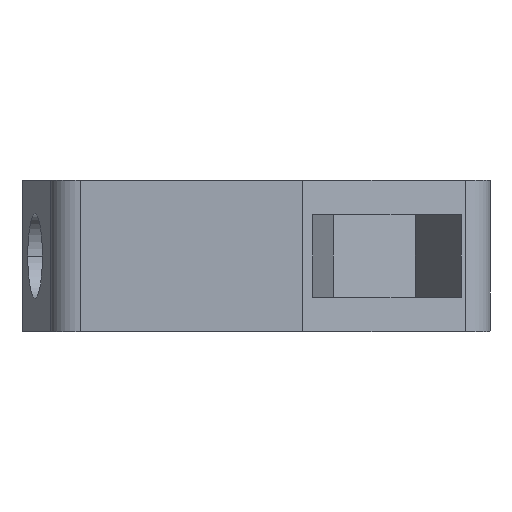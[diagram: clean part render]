
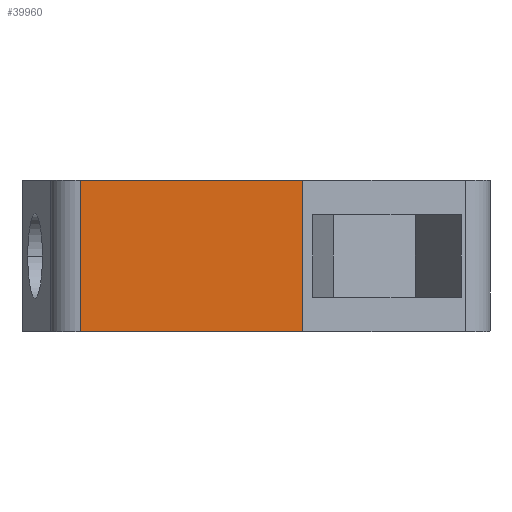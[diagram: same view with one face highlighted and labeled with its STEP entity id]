
A CAD part, left-side view. The second image highlights one B-rep face of the part: STEP entity #39960.
In plain terms, the highlighted face is planar.
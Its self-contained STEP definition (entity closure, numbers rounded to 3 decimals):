
#28640=CARTESIAN_POINT('',(54.775,12.922,5.05));
#28650=VERTEX_POINT('',#28640);
#28680=CARTESIAN_POINT('',(54.775,-3.265,5.05));
#28690=DIRECTION('',(0.,1.,0.));
#28700=VECTOR('',#28690,1.);
#28710=LINE('',#28680,#28700);
#28720=CARTESIAN_POINT('',(54.775,-1.923,5.05));
#28730=VERTEX_POINT('',#28720);
#28740=EDGE_CURVE('',#28730,#28650,#28710,.T.);
#39210=CARTESIAN_POINT('',(54.775,-1.923,-5.05));
#39220=VERTEX_POINT('',#39210);
#39250=CARTESIAN_POINT('',(54.775,-3.265,-5.05));
#39260=DIRECTION('',(0.,1.,0.));
#39270=VECTOR('',#39260,1.);
#39280=LINE('',#39250,#39270);
#39290=CARTESIAN_POINT('',(54.775,12.922,-5.05));
#39300=VERTEX_POINT('',#39290);
#39310=EDGE_CURVE('',#39220,#39300,#39280,.T.);
#39620=CARTESIAN_POINT('',(54.775,12.922,
0.));
#39630=DIRECTION('',(0.,0.,-1.));
#39640=VECTOR('',#39630,1.);
#39650=LINE('',#39620,#39640);
#39660=EDGE_CURVE('',#28650,#39300,#39650,.T.);
#39800=CARTESIAN_POINT('',(54.775,14.6,6.06));
#39810=DIRECTION('',(-1.,0.,0.));
#39820=DIRECTION('',(0.,-1.,-0.));
#39830=AXIS2_PLACEMENT_3D('',#39800,#39810,#39820);
#39840=PLANE('',#39830);
#39850=CARTESIAN_POINT('',(54.775,-1.923,
0.));
#39860=DIRECTION('',(0.,0.,1.));
#39870=VECTOR('',#39860,1.);
#39880=LINE('',#39850,#39870);
#39890=EDGE_CURVE('',#39220,#28730,#39880,.T.);
#39900=ORIENTED_EDGE('',*,*,#39890,.F.);
#39910=ORIENTED_EDGE('',*,*,#28740,.F.);
#39920=ORIENTED_EDGE('',*,*,#39660,.F.);
#39930=ORIENTED_EDGE('',*,*,#39310,.T.);
#39940=EDGE_LOOP('',(#39930,#39920,#39910,#39900));
#39950=FACE_OUTER_BOUND('',#39940,.T.);
#39960=ADVANCED_FACE('',(#39950),#39840,.F.);
